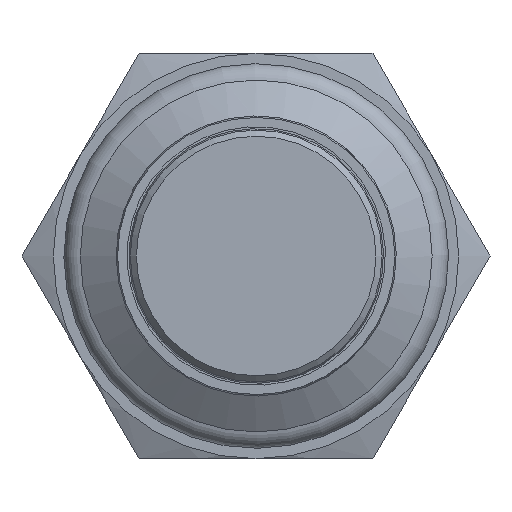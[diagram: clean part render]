
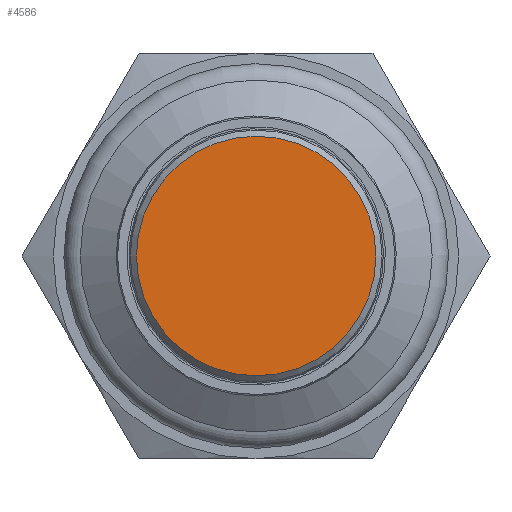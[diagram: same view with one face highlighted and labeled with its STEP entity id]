
A CAD part, left-side view. The second image highlights one B-rep face of the part: STEP entity #4586.
In plain terms, the highlighted planar face has unit normal (-1, 0, 0).
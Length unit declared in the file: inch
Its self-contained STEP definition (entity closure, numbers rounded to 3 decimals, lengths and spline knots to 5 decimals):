
#4218=CARTESIAN_POINT('',(0.00031,0.295,0.0));
#4219=VERTEX_POINT('',#4218);
#4220=CARTESIAN_POINT('',(0.00031,-0.0005,0.0));
#4221=DIRECTION('',(1.0,0.0,0.0));
#4222=DIRECTION('',(0.0,1.0,0.0));
#4223=AXIS2_PLACEMENT_3D('',#4220,#4221,#4222);
#4224=CIRCLE('',#4223,0.2955);
#4225=EDGE_CURVE('',#4219,#4219,#4224,.T.);
#4578=CARTESIAN_POINT('',(0.00031,0.14725,0.0));
#4579=DIRECTION('',(-1.0,0.0,0.0));
#4580=DIRECTION('',(0.0,0.0,1.0));
#4581=AXIS2_PLACEMENT_3D('',#4578,#4579,#4580);
#4582=PLANE('',#4581);
#4583=ORIENTED_EDGE('',*,*,#4225,.F.);
#4584=EDGE_LOOP('',(#4583));
#4585=FACE_OUTER_BOUND('',#4584,.T.);
#4586=ADVANCED_FACE('',(#4585),#4582,.T.);
